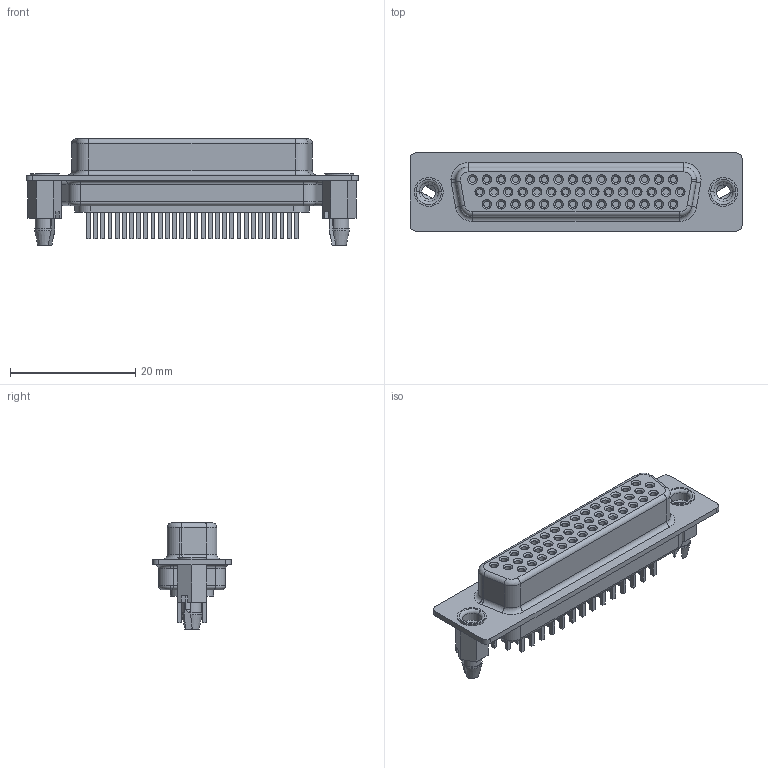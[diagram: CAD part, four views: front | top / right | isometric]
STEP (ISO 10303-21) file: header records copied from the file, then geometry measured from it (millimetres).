
FILE_DESCRIPTION (( 'STEP AP214' ), '1' );
FILE_NAME ('K86X-BD-44S-BR_rA2.STEP', '2012-08-17T23:42:17', ( 'Daniel' ), ( 'Microsoft' ), 'SwSTEP 2.0', 'SolidWorks 2012', '' );
FILE_SCHEMA (( 'AUTOMOTIVE_DESIGN' ));
Length unit declared in the file: millimetre
Products named in the file (1): K86X-BD-44S-BR_rA2
Bounding box: 53.04 x 12.55 x 17 mm (x, y, z)
Volume: 4405.6 mm3; surface area: 3716.8 mm2
Topology: 1 solids, 1 shells, 592 faces, 1362 edges, 863 vertices
Faces by surface type: plane 319, cylinder 147, cone 102, torus 24
Entity records: 19252 total; most frequent: DIRECTION 2959, CARTESIAN_POINT 2912, ORIENTED_EDGE 2724, EDGE_CURVE 1362, AXIS2_PLACEMENT_3D 1022, LINE 915, VECTOR 915, VERTEX_POINT 863
